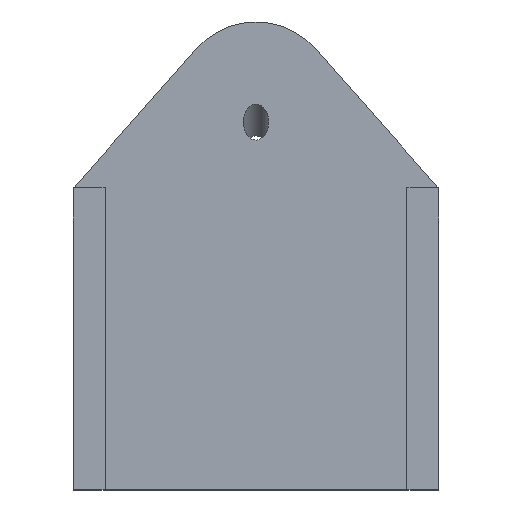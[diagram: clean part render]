
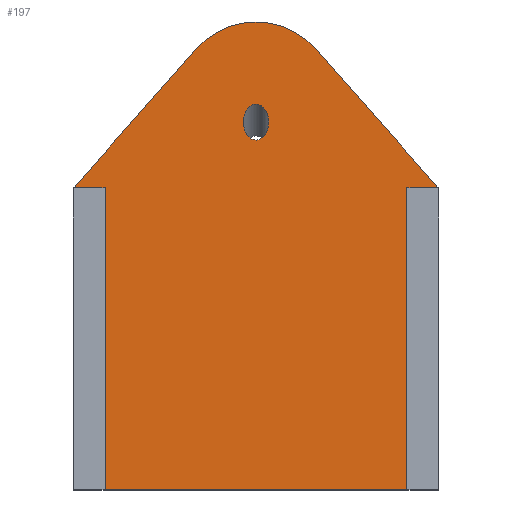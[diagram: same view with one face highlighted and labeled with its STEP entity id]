
A CAD part, top view. The second image highlights one B-rep face of the part: STEP entity #197.
In plain terms, the highlighted planar face has unit normal (0, 0, 1).
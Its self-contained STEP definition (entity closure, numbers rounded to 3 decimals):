
#32 = VERTEX_POINT('',#33);
#33 = CARTESIAN_POINT('',(-23.,0.,4.));
#39 = EDGE_CURVE('',#32,#40,#42,.T.);
#40 = VERTEX_POINT('',#41);
#41 = CARTESIAN_POINT('',(-7.49,17.533,4.));
#42 = LINE('',#43,#44);
#43 = CARTESIAN_POINT('',(-23.,0.,4.));
#44 = VECTOR('',#45,1.);
#45 = DIRECTION('',(0.663,0.749,0.));
#154 = VERTEX_POINT('',#155);
#155 = CARTESIAN_POINT('',(7.49,17.533,4.));
#161 = EDGE_CURVE('',#40,#154,#162,.T.);
#162 = CIRCLE('',#163,10.);
#163 = AXIS2_PLACEMENT_3D('',#164,#165,#166);
#164 = CARTESIAN_POINT('',(0.,10.907,4.));
#165 = DIRECTION('',(-0.,-0.,-1.));
#166 = DIRECTION('',(0.,-1.,0.));
#197 = ADVANCED_FACE('',(#198,#248),#259,.T.);
#198 = FACE_BOUND('',#199,.T.);
#199 = EDGE_LOOP('',(#200,#201,#209,#217,#225,#233,#241,#247));
#200 = ORIENTED_EDGE('',*,*,#39,.F.);
#201 = ORIENTED_EDGE('',*,*,#202,.T.);
#202 = EDGE_CURVE('',#32,#203,#205,.T.);
#203 = VERTEX_POINT('',#204);
#204 = CARTESIAN_POINT('',(-19.,0.,4.));
#205 = LINE('',#206,#207);
#206 = CARTESIAN_POINT('',(-23.,0.,4.));
#207 = VECTOR('',#208,1.);
#208 = DIRECTION('',(1.,0.,0.));
#209 = ORIENTED_EDGE('',*,*,#210,.T.);
#210 = EDGE_CURVE('',#203,#211,#213,.T.);
#211 = VERTEX_POINT('',#212);
#212 = CARTESIAN_POINT('',(-19.,-38.,4.));
#213 = LINE('',#214,#215);
#214 = CARTESIAN_POINT('',(-19.,0.,4.));
#215 = VECTOR('',#216,1.);
#216 = DIRECTION('',(0.,-1.,0.));
#217 = ORIENTED_EDGE('',*,*,#218,.T.);
#218 = EDGE_CURVE('',#211,#219,#221,.T.);
#219 = VERTEX_POINT('',#220);
#220 = CARTESIAN_POINT('',(19.,-38.,4.));
#221 = LINE('',#222,#223);
#222 = CARTESIAN_POINT('',(-19.,-38.,4.));
#223 = VECTOR('',#224,1.);
#224 = DIRECTION('',(1.,0.,0.));
#225 = ORIENTED_EDGE('',*,*,#226,.T.);
#226 = EDGE_CURVE('',#219,#227,#229,.T.);
#227 = VERTEX_POINT('',#228);
#228 = CARTESIAN_POINT('',(19.,0.,4.));
#229 = LINE('',#230,#231);
#230 = CARTESIAN_POINT('',(19.,-38.,4.));
#231 = VECTOR('',#232,1.);
#232 = DIRECTION('',(0.,1.,0.));
#233 = ORIENTED_EDGE('',*,*,#234,.T.);
#234 = EDGE_CURVE('',#227,#235,#237,.T.);
#235 = VERTEX_POINT('',#236);
#236 = CARTESIAN_POINT('',(23.,0.,4.));
#237 = LINE('',#238,#239);
#238 = CARTESIAN_POINT('',(19.,0.,4.));
#239 = VECTOR('',#240,1.);
#240 = DIRECTION('',(1.,0.,0.));
#241 = ORIENTED_EDGE('',*,*,#242,.F.);
#242 = EDGE_CURVE('',#154,#235,#243,.T.);
#243 = LINE('',#244,#245);
#244 = CARTESIAN_POINT('',(0.,26.,4.));
#245 = VECTOR('',#246,1.);
#246 = DIRECTION('',(0.663,-0.749,0.));
#247 = ORIENTED_EDGE('',*,*,#161,.F.);
#248 = FACE_BOUND('',#249,.T.);
#249 = EDGE_LOOP('',(#250));
#250 = ORIENTED_EDGE('',*,*,#251,.F.);
#251 = EDGE_CURVE('',#252,#252,#254,.T.);
#252 = VERTEX_POINT('',#253);
#253 = CARTESIAN_POINT('',(1.6,8.308,4.));
#254 = ELLIPSE('',#255,2.263,1.6);
#255 = AXIS2_PLACEMENT_3D('',#256,#257,#258);
#256 = CARTESIAN_POINT('',(0.,8.308,4.));
#257 = DIRECTION('',(0.,-0.,1.));
#258 = DIRECTION('',(0.,1.,0.));
#259 = PLANE('',#260);
#260 = AXIS2_PLACEMENT_3D('',#261,#262,#263);
#261 = CARTESIAN_POINT('',(0.,-11.96,4.));
#262 = DIRECTION('',(0.,0.,1.));
#263 = DIRECTION('',(1.,0.,0.));
